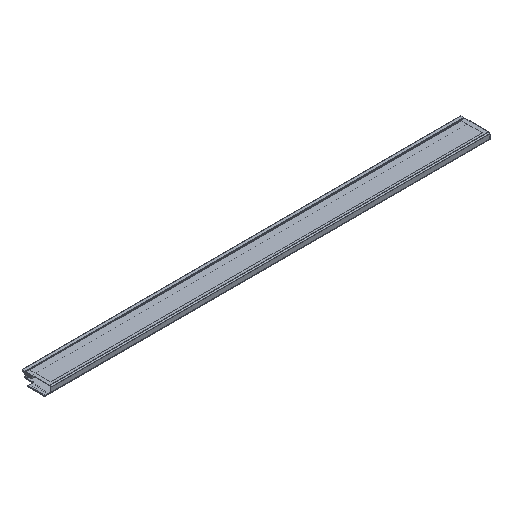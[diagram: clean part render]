
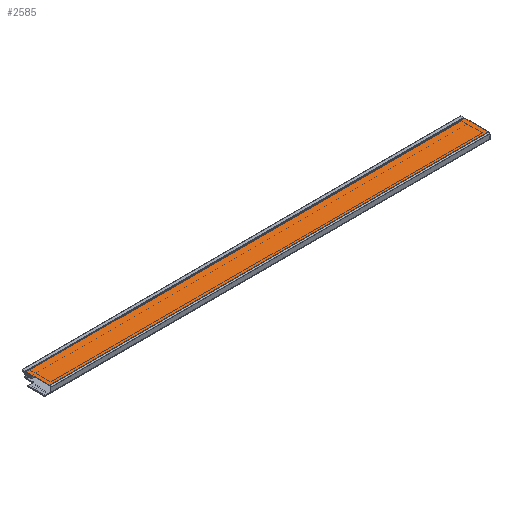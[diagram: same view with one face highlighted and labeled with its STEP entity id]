
A CAD part, isometric view. The second image highlights one B-rep face of the part: STEP entity #2585.
In plain terms, the highlighted planar face has unit normal (0, 0, 1).
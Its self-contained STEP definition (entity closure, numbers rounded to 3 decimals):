
#17 = VECTOR ( 'NONE', #2119, 1000. ) ;
#75 = CARTESIAN_POINT ( 'NONE',  ( -2., 0., 0. ) ) ;
#90 = CARTESIAN_POINT ( 'NONE',  ( 232.4, 0., 0. ) ) ;
#105 = EDGE_CURVE ( 'NONE', #451, #952, #1896, .T. ) ;
#129 = LINE ( 'NONE', #1662, #17 ) ;
#139 = ORIENTED_EDGE ( 'NONE', *, *, #105, .T. ) ;
#295 = AXIS2_PLACEMENT_3D ( 'NONE', #2039, #1366, #1548 ) ;
#350 = VECTOR ( 'NONE', #1649, 1000. ) ;
#451 = VERTEX_POINT ( 'NONE', #534 ) ;
#464 = ORIENTED_EDGE ( 'NONE', *, *, #689, .T. ) ;
#534 = CARTESIAN_POINT ( 'NONE',  ( 232.4, 0.7, 0. ) ) ;
#574 = VERTEX_POINT ( 'NONE', #1161 ) ;
#649 = EDGE_LOOP ( 'NONE', ( #2186, #139, #2011, #464 ) ) ;
#689 = EDGE_CURVE ( 'NONE', #574, #1331, #2744, .T. ) ;
#834 = EDGE_CURVE ( 'NONE', #952, #574, #1636, .T. ) ;
#926 = CARTESIAN_POINT ( 'NONE',  ( -2., 0.7, 0. ) ) ;
#952 = VERTEX_POINT ( 'NONE', #1889 ) ;
#1080 = DIRECTION ( 'NONE',  ( -1., 0., 0. ) ) ;
#1123 = PLANE ( 'NONE',  #295 ) ;
#1161 = CARTESIAN_POINT ( 'NONE',  ( -2., 13.4, 0. ) ) ;
#1331 = VERTEX_POINT ( 'NONE', #926 ) ;
#1366 = DIRECTION ( 'NONE',  ( 0., 0., -1. ) ) ;
#1548 = DIRECTION ( 'NONE',  ( -1., 0., 0. ) ) ;
#1636 = LINE ( 'NONE', #1757, #2361 ) ;
#1649 = DIRECTION ( 'NONE',  ( 0., -1., 0. ) ) ;
#1662 = CARTESIAN_POINT ( 'NONE',  ( -2., 0.7, 0. ) ) ;
#1757 = CARTESIAN_POINT ( 'NONE',  ( -2., 13.4, 0. ) ) ;
#1758 = VECTOR ( 'NONE', #2572, 1000. ) ;
#1889 = CARTESIAN_POINT ( 'NONE',  ( 232.4, 13.4, 0. ) ) ;
#1896 = LINE ( 'NONE', #90, #1758 ) ;
#2011 = ORIENTED_EDGE ( 'NONE', *, *, #834, .T. ) ;
#2039 = CARTESIAN_POINT ( 'NONE',  ( 0., 0., 0. ) ) ;
#2072 = EDGE_CURVE ( 'NONE', #1331, #451, #129, .T. ) ;
#2119 = DIRECTION ( 'NONE',  ( 1., 0., 0. ) ) ;
#2128 = FACE_OUTER_BOUND ( 'NONE', #649, .T. ) ;
#2186 = ORIENTED_EDGE ( 'NONE', *, *, #2072, .T. ) ;
#2361 = VECTOR ( 'NONE', #1080, 1000. ) ;
#2572 = DIRECTION ( 'NONE',  ( 0., 1., 0. ) ) ;
#2585 = ADVANCED_FACE ( 'NONE', ( #2128 ), #1123, .F. ) ;
#2744 = LINE ( 'NONE', #75, #350 ) ;
